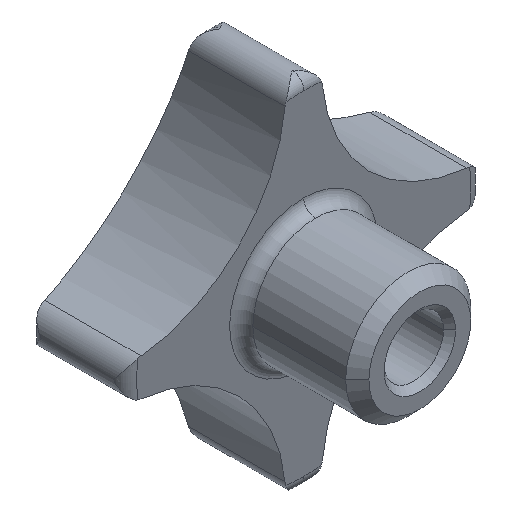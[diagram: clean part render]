
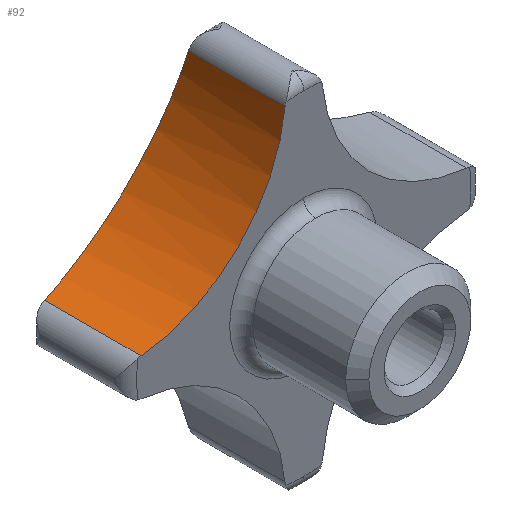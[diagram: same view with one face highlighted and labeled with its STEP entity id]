
A CAD part, isometric view. The second image highlights one B-rep face of the part: STEP entity #92.
In plain terms, the highlighted cylindrical face has radius 18 mm (diameter 36 mm), a partial arc.
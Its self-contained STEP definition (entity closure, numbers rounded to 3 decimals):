
#92 = ADVANCED_FACE( '', ( #145 ), #146, .F. );
#145 = FACE_OUTER_BOUND( '', #217, .T. );
#146 = CYLINDRICAL_SURFACE( '', #218, 18. );
#217 = EDGE_LOOP( '', ( #382, #383, #384, #385 ) );
#218 = AXIS2_PLACEMENT_3D( '', #386, #387, #388 );
#382 = ORIENTED_EDGE( '', *, *, #608, .F. );
#383 = ORIENTED_EDGE( '', *, *, #607, .F. );
#384 = ORIENTED_EDGE( '', *, *, #609, .F. );
#385 = ORIENTED_EDGE( '', *, *, #610, .T. );
#386 = CARTESIAN_POINT( '', ( -20., 0., 20. ) );
#387 = DIRECTION( '', ( 0., -1., 0. ) );
#388 = DIRECTION( '', ( 0.099, 0., -0.995 ) );
#607 = EDGE_CURVE( '', #751, #735, #753, .T. );
#608 = EDGE_CURVE( '', #735, #754, #755, .T. );
#609 = EDGE_CURVE( '', #756, #751, #757, .T. );
#610 = EDGE_CURVE( '', #756, #754, #758, .T. );
#735 = VERTEX_POINT( '', #1034 );
#751 = VERTEX_POINT( '', #1107 );
#753 = LINE( '', #1109, #1110 );
#754 = VERTEX_POINT( '', #1111 );
#755 = B_SPLINE_CURVE_WITH_KNOTS( '', 3, ( #1112, #1113, #1114, #1115, #1116, #1117, #1118, #1119, #1120, #1121, #1122, #1123, #1124, #1125, #1126, #1127 ), .UNSPECIFIED., .F., .F., ( 4, 2, 2, 2, 2, 2, 2, 4 ), ( 0., 3.415, 6.831, 10.246, 13.662, 17.126, 20.59, 23.921 ), .UNSPECIFIED. );
#756 = VERTEX_POINT( '', #1128 );
#757 = CIRCLE( '', #1129, 18. );
#758 = LINE( '', #1130, #1131 );
#1034 = CARTESIAN_POINT( '', ( -18.215, 23.821, 2.089 ) );
#1107 = CARTESIAN_POINT( '', ( -18.215, 13., 2.089 ) );
#1109 = CARTESIAN_POINT( '', ( -18.215, 0., 2.089 ) );
#1110 = VECTOR( '', #1350, 1. );
#1111 = CARTESIAN_POINT( '', ( -2.089, 23.821, 18.215 ) );
#1112 = CARTESIAN_POINT( '', ( -18.215, 23.821, 2.089 ) );
#1113 = CARTESIAN_POINT( '', ( -17.112, 24.082, 2.199 ) );
#1114 = CARTESIAN_POINT( '', ( -15.975, 24.323, 2.417 ) );
#1115 = CARTESIAN_POINT( '', ( -13.725, 24.734, 3.088 ) );
#1116 = CARTESIAN_POINT( '', ( -12.612, 24.905, 3.542 ) );
#1117 = CARTESIAN_POINT( '', ( -10.496, 25.161, 4.667 ) );
#1118 = CARTESIAN_POINT( '', ( -9.491, 25.248, 5.338 ) );
#1119 = CARTESIAN_POINT( '', ( -7.654, 25.332, 6.847 ) );
#1120 = CARTESIAN_POINT( '', ( -6.823, 25.33, 7.685 ) );
#1121 = CARTESIAN_POINT( '', ( -5.367, 25.249, 9.455 ) );
#1122 = CARTESIAN_POINT( '', ( -4.699, 25.166, 10.444 ) );
#1123 = CARTESIAN_POINT( '', ( -3.566, 24.912, 12.559 ) );
#1124 = CARTESIAN_POINT( '', ( -3.101, 24.741, 13.684 ) );
#1125 = CARTESIAN_POINT( '', ( -2.424, 24.328, 15.948 ) );
#1126 = CARTESIAN_POINT( '', ( -2.201, 24.088, 17.087 ) );
#1127 = CARTESIAN_POINT( '', ( -2.089, 23.821, 18.215 ) );
#1128 = CARTESIAN_POINT( '', ( -2.089, 13., 18.215 ) );
#1129 = AXIS2_PLACEMENT_3D( '', #1351, #1352, #1353 );
#1130 = CARTESIAN_POINT( '', ( -2.089, 0., 18.215 ) );
#1131 = VECTOR( '', #1354, 1. );
#1350 = DIRECTION( '', ( 0., 1., 0. ) );
#1351 = CARTESIAN_POINT( '', ( -20., 13., 20. ) );
#1352 = DIRECTION( '', ( 0., 1., 0. ) );
#1353 = DIRECTION( '', ( 0.099, 0., -0.995 ) );
#1354 = DIRECTION( '', ( 0., 1., 0. ) );
